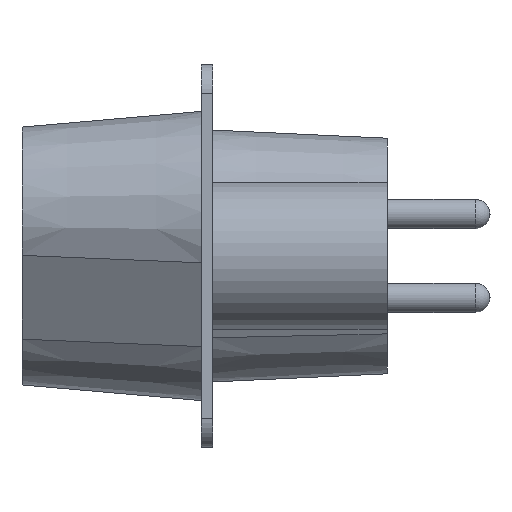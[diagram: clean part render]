
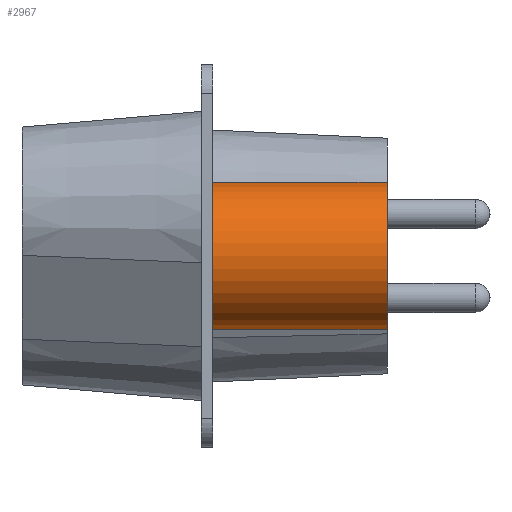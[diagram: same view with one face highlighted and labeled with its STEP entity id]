
A CAD part, left-side view. The second image highlights one B-rep face of the part: STEP entity #2967.
In plain terms, the highlighted cylindrical face has radius 2.5 mm (diameter 5 mm), a partial arc.
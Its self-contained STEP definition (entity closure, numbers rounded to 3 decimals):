
#2546 = VERTEX_POINT ( 'NONE', #5346 ) ;
#2548 = EDGE_CURVE ( 'NONE', #2546, #2549, #5345, .T. ) ;
#2549 = VERTEX_POINT ( 'NONE', #5341 ) ;
#2552 = VERTEX_POINT ( 'NONE', #5335 ) ;
#2554 = EDGE_CURVE ( 'NONE', #2574, #2552, #5333, .T. ) ;
#2574 = VERTEX_POINT ( 'NONE', #5389 ) ;
#2860 = EDGE_CURVE ( 'NONE', #2549, #2552, #5892, .T. ) ;
#2967 = ADVANCED_FACE ( 'NONE', ( #6198 ), #6192, .T. ) ;
#2968 = EDGE_LOOP ( 'NONE', ( #2969, #2970, #3026, #3027 ) ) ;
#2969 = ORIENTED_EDGE ( 'NONE', *, *, #2548, .F. ) ;
#2970 = ORIENTED_EDGE ( 'NONE', *, *, #2971, .T. ) ;
#2971 = EDGE_CURVE ( 'NONE', #2546, #2574, #6186, .T. ) ;
#3026 = ORIENTED_EDGE ( 'NONE', *, *, #2554, .T. ) ;
#3027 = ORIENTED_EDGE ( 'NONE', *, *, #2860, .F. ) ;
#5330 = DIRECTION ( 'NONE',  ( 0., 1., 0. ) ) ;
#5331 = VECTOR ( 'NONE', #5330, 1000. ) ;
#5332 = CARTESIAN_POINT ( 'NONE',  ( -6.985, 0., 1.08 ) ) ;
#5333 = LINE ( 'NONE', #5332, #5331 ) ;
#5335 = CARTESIAN_POINT ( 'NONE',  ( -6.985, 5.9, 1.08 ) ) ;
#5341 = CARTESIAN_POINT ( 'NONE',  ( -6.985, 5.9, -3.92 ) ) ;
#5342 = DIRECTION ( 'NONE',  ( 0., 1., 0. ) ) ;
#5343 = VECTOR ( 'NONE', #5342, 1000. ) ;
#5344 = CARTESIAN_POINT ( 'NONE',  ( -6.985, 0., -3.92 ) ) ;
#5345 = LINE ( 'NONE', #5344, #5343 ) ;
#5346 = CARTESIAN_POINT ( 'NONE',  ( -6.985, 0., -3.92 ) ) ;
#5389 = CARTESIAN_POINT ( 'NONE',  ( -6.985, 0., 1.08 ) ) ;
#5888 = DIRECTION ( 'NONE',  ( 0., 0., 1. ) ) ;
#5889 = DIRECTION ( 'NONE',  ( 0., 1., 0. ) ) ;
#5890 = CARTESIAN_POINT ( 'NONE',  ( -6.985, 5.9, -1.42 ) ) ;
#5891 = AXIS2_PLACEMENT_3D ( 'NONE', #5890, #5889, #5888 ) ;
#5892 = CIRCLE ( 'NONE', #5891, 2.5 ) ;
#6182 = DIRECTION ( 'NONE',  ( 0., 0., 1. ) ) ;
#6183 = DIRECTION ( 'NONE',  ( 0., 1., 0. ) ) ;
#6184 = CARTESIAN_POINT ( 'NONE',  ( -6.985, 0., -1.42 ) ) ;
#6185 = AXIS2_PLACEMENT_3D ( 'NONE', #6184, #6183, #6182 ) ;
#6186 = CIRCLE ( 'NONE', #6185, 2.5 ) ;
#6188 = DIRECTION ( 'NONE',  ( 0., 0., 1. ) ) ;
#6189 = DIRECTION ( 'NONE',  ( 0., 1., 0. ) ) ;
#6190 = CARTESIAN_POINT ( 'NONE',  ( -6.985, 0., -1.42 ) ) ;
#6191 = AXIS2_PLACEMENT_3D ( 'NONE', #6190, #6189, #6188 ) ;
#6192 = CYLINDRICAL_SURFACE ( 'NONE', #6191, 2.5 ) ;
#6198 = FACE_OUTER_BOUND ( 'NONE', #2968, .T. ) ;
